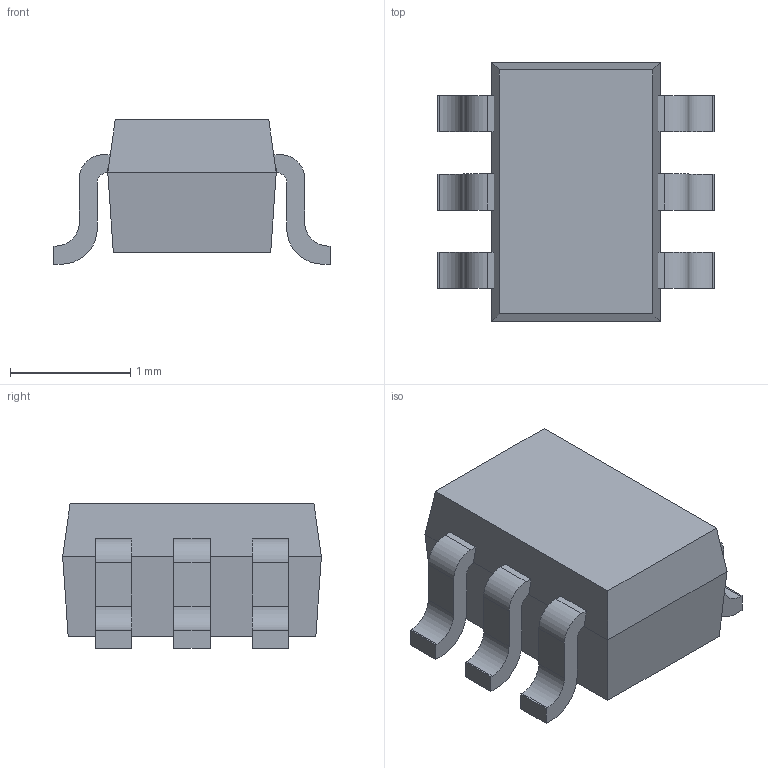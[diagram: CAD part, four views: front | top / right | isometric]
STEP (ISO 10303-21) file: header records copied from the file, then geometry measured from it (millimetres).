
FILE_DESCRIPTION(('FreeCAD Model'),'2;1');
FILE_NAME('TSOP-6_2x1.25mm_Pitch0.65mm.STEP','2017-01-13T12:22:17',( 'Author'),(''),'Open CASCADE STEP processor 6.8','FreeCAD','Unknown' );
FILE_SCHEMA(('AUTOMOTIVE_DESIGN_CC2 { 1 2 10303 214 -1 1 5 4 }'));
Length unit declared in the file: millimetre
Products named in the file (1): TSOP-6_2x1.25mm_Pitch0.65mm
Bounding box: 2.3 x 2.15 x 1.2 mm (x, y, z)
Volume: 3.4 mm3; surface area: 19 mm2
Topology: 1 solids, 1 shells, 94 faces, 254 edges, 168 vertices
Faces by surface type: plane 70, cylinder 24
Entity records: 9091 total; most frequent: CARTESIAN_POINT 3473, DIRECTION 880, LINE 570, VECTOR 570, ORIENTED_EDGE 508, PCURVE 508, DEFINITIONAL_REPRESENTATION 508, EDGE_CURVE 254
